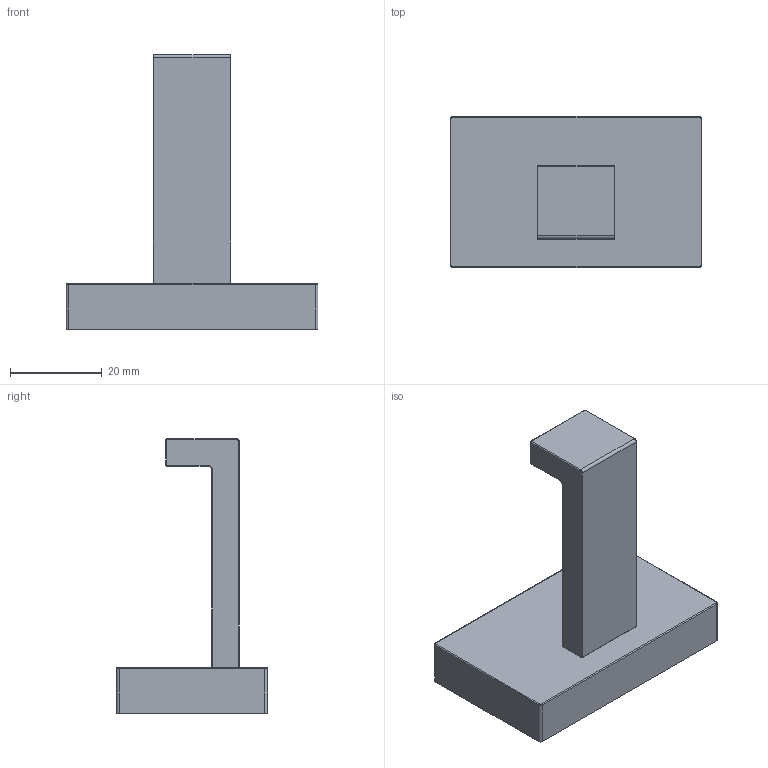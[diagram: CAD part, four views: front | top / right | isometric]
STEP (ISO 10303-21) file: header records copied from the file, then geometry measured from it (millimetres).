
FILE_DESCRIPTION(/* description */ (''),/* implementation_level */ '2;1');
FILE_NAME(/* name */ 'bce19bf1-ecda-40d7-a70c-036de41cb2bf.zip.stp',/* time_stamp */ '2019-07-12T08:55:19+00:00',/* author */ (''),/* organization */ (''),/* preprocessor_version */ 'ST-DEVELOPER v18',/* originating_system */ 'Autodesk Translation Framework v8.2.0.1029',/* authorisation */ '');
FILE_SCHEMA (('AUTOMOTIVE_DESIGN { 1 0 10303 214 3 1 1 }'));
Length unit declared in the file: millimetre
Products named in the file (1): !LU30110
Bounding box: 55 x 33 x 60 mm (x, y, z)
Volume: 24265.2 mm3; surface area: 8290.2 mm2
Topology: 2 solids, 2 shells, 56 faces, 120 edges, 68 vertices
Faces by surface type: cylinder 26, plane 14, bspline 12, sphere 4
Entity records: 1636 total; most frequent: CARTESIAN_POINT 445, DIRECTION 250, ORIENTED_EDGE 240, EDGE_CURVE 120, AXIS2_PLACEMENT_3D 97, VERTEX_POINT 68, FACE_OUTER_BOUND 56, EDGE_LOOP 56
